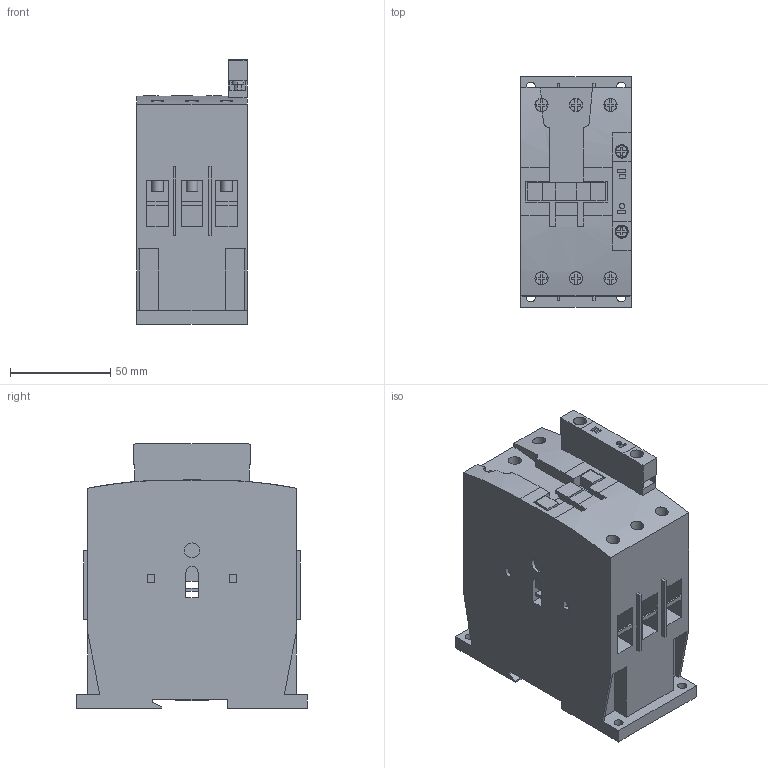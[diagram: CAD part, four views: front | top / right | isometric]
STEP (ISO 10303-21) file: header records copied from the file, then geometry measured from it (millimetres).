
FILE_DESCRIPTION( ( '' ), '1' );
FILE_NAME( 'dil_m40_72.stp', '2010-03-05T08:01:48', ( '' ), ( '' ), ' ', ' ', ' ' );
FILE_SCHEMA( ( 'CONFIG_CONTROL_DESIGN' ) );
Length unit declared in the file: millimetre
Products named in the file (1): 1
Bounding box: 55 x 115 x 132.1 mm (x, y, z)
Volume: 602313.6 mm3; surface area: 68977.5 mm2
Topology: 1 solids, 1 shells, 462 faces, 1265 edges, 844 vertices
Faces by surface type: plane 403, cylinder 55, cone 4
Entity records: 15026 total; most frequent: CARTESIAN_POINT 3096, ORIENTED_EDGE 2530, DIRECTION 2306, EDGE_CURVE 1265, LINE 1090, VECTOR 1090, VERTEX_POINT 844, AXIS2_PLACEMENT_3D 608
